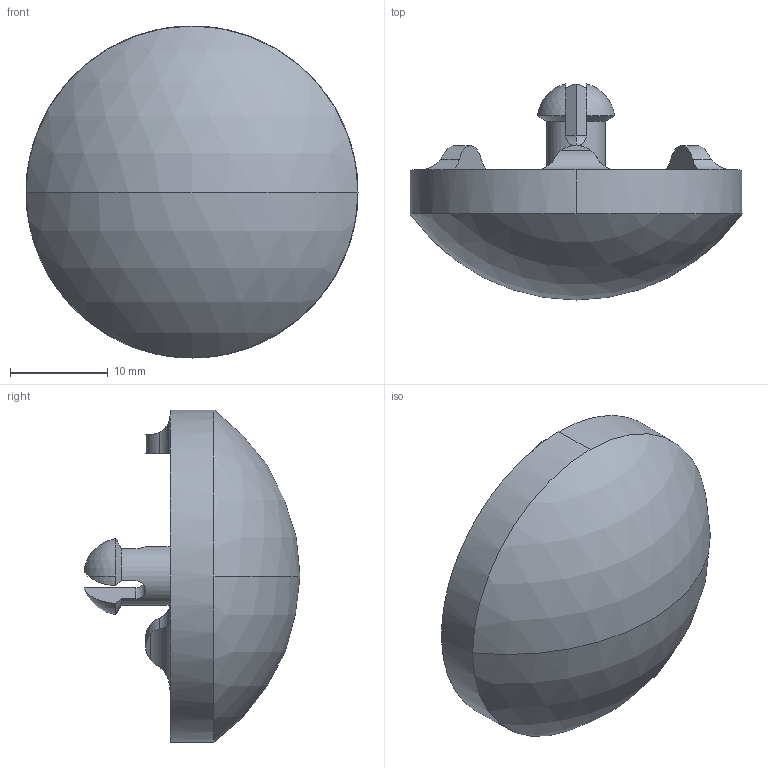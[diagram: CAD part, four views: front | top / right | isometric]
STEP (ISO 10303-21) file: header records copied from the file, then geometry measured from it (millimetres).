
FILE_DESCRIPTION (( 'STEP AP214' ), '1' );
FILE_NAME ('foot3 v2.STEP', '2024-05-09T04:26:13', ( '' ), ( '' ), 'SwSTEP 2.0', 'SolidWorks 2023', '' );
FILE_SCHEMA (( 'AUTOMOTIVE_DESIGN' ));
Length unit declared in the file: millimetre
Products named in the file (1): foot3 v2
Bounding box: 34 x 22.12 x 34 mm (x, y, z)
Volume: 7249.5 mm3; surface area: 3338.4 mm2
Topology: 1 solids, 1 shells, 109 faces, 269 edges, 159 vertices
Faces by surface type: cylinder 53, sphere 24, plane 23, torus 6, cone 3
Entity records: 3240 total; most frequent: CARTESIAN_POINT 656, DIRECTION 582, ORIENTED_EDGE 520, EDGE_CURVE 260, AXIS2_PLACEMENT_3D 239, VERTEX_POINT 157, CIRCLE 129, EDGE_LOOP 113
